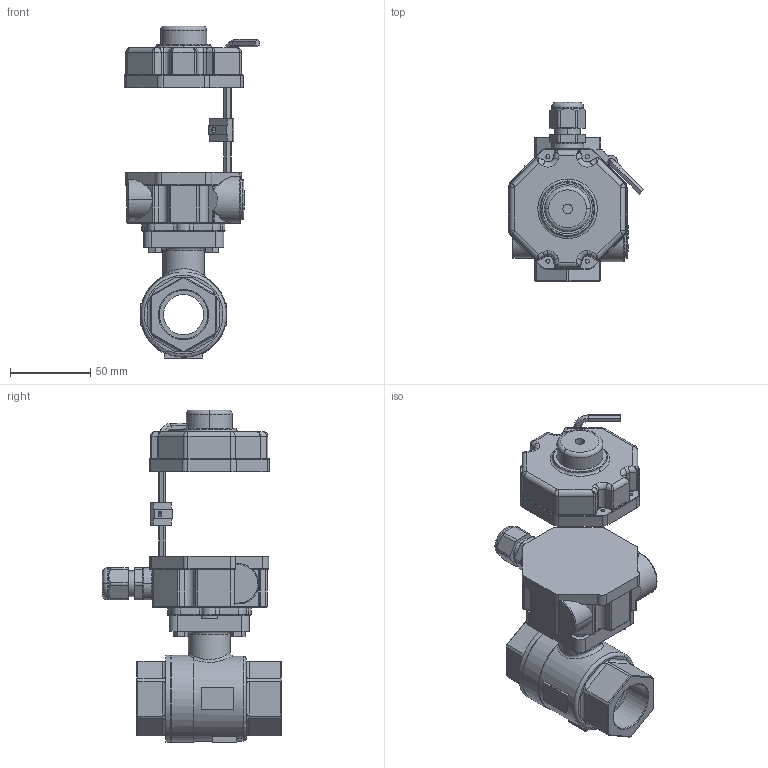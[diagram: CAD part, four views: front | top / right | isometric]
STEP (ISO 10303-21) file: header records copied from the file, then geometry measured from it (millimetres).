
FILE_DESCRIPTION(/* description */ ('Unknown'),/* implementation_level */ '2;1');
FILE_NAME(/* name */ 'AE03 9768-06',/* time_stamp */ '2023-08-03T13:20:21+02:00',/* author */ ('Unknown'),/* organization */ ('Unknown'),/* preprocessor_version */ 'ST-DEVELOPER v18.102',/* originating_system */ 'Solid Edge',/* authorisation */ 'Unknown');
FILE_SCHEMA (('AUTOMOTIVE_DESIGN {1 0 10303 214 3 1 1}'));
Products named in the file (23): AE20-8.550.025; 8.550.025; DIN558 M5x14; AE03; ZZ齿轮箱与电机部件; 萇儂窒蚾; 隅赽窒蚾; ZZ萇儂眊; ZZ倰梓僅啣; ZZ倰硌渀; G1-4盄坶; 盄坶1; 盄坶2; 萇蚾裔窒璃; ZZ萇蚾裔; 萇蚾裔蝶菜; ZZ芧弝欶俋倛; zz喘謫眊; ZZ倰堤薯粣; TC20X28X6; 蝶裔; 忒梟嘐隅輸; 售忒
Assembly tree (25 placements, depth 6):
  AE20-8.550.025
    8.550.025
    DIN558 M5x14  x4
    AE03
      ZZ齿轮箱与电机部件
        萇儂窒蚾
          隅赽窒蚾
            ZZ萇儂眊
        ZZ倰梓僅啣
        ZZ倰硌渀
        G1-4盄坶
          盄坶1
          盄坶2
        萇蚾裔窒璃
          ZZ萇蚾裔
          萇蚾裔蝶菜
          ZZ芧弝欶俋倛
        zz喘謫眊
        ZZ倰堤薯粣
        TC20X28X6
      蝶裔
      忒梟嘐隅輸
      售忒
Bounding box: 84.46 x 111.5 x 206.68 mm (x, y, z)
Volume: 319803 mm3; surface area: 110472.4 mm2
Topology: 18 solids, 35 shells, 1798 faces, 4379 edges, 2725 vertices
Faces by surface type: cylinder 711, plane 628, torus 358, cone 52, bspline 33, sphere 16
Full cylindrical faces by diameter (mm): 3.102 x1, 5 x4, 14 x1, 23 x1, 25 x1, 26 x1, 30.291 x2, 53 x2, 54 x2
Entity records: 59312 total; most frequent: CARTESIAN_POINT 16698, DIRECTION 8784, ORIENTED_EDGE 8506, EDGE_CURVE 4253, AXIS2_PLACEMENT_3D 3447, VERTEX_POINT 2665, EDGE_LOOP 1926, FACE_BOUND 1926
